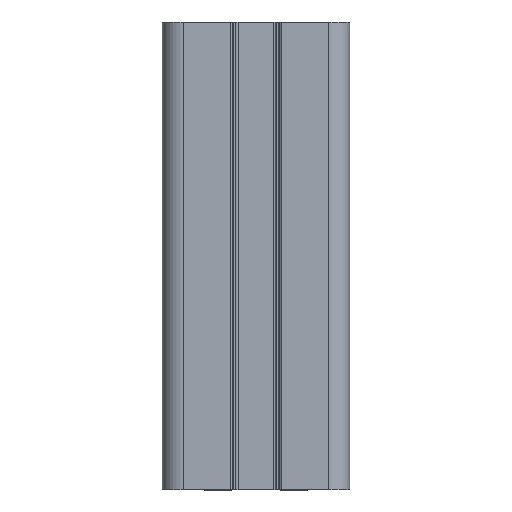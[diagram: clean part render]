
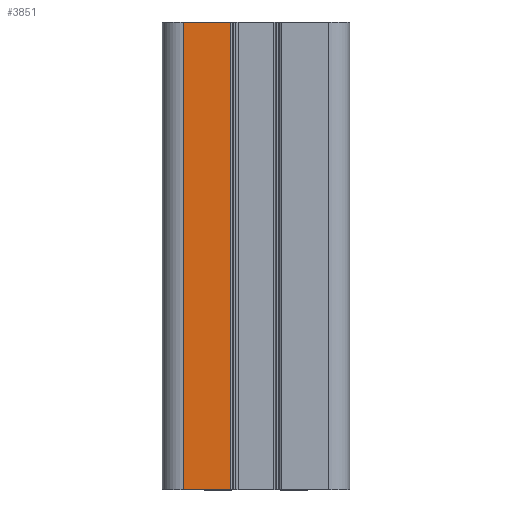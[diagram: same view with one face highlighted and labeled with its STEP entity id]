
A CAD part, front view. The second image highlights one B-rep face of the part: STEP entity #3851.
In plain terms, the highlighted planar face has unit normal (0, -1, 0).
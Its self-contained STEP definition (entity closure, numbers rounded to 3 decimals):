
#270 = EDGE_CURVE ( 'NONE', #7214, #4845, #5769, .T. ) ;
#757 = CARTESIAN_POINT ( 'NONE',  ( 6641.904, 3372.663, 100. ) ) ;
#770 = CARTESIAN_POINT ( 'NONE',  ( 6641.904, 3372.663, 100. ) ) ;
#788 = VECTOR ( 'NONE', #4141, 1000. ) ;
#808 = DIRECTION ( 'NONE',  ( 1., 0., 0. ) ) ;
#817 = CARTESIAN_POINT ( 'NONE',  ( 6631.804, 3372.663, 100. ) ) ;
#994 = CARTESIAN_POINT ( 'NONE',  ( 6631.804, 3372.663, 0. ) ) ;
#1011 = EDGE_LOOP ( 'NONE', ( #8078, #5516, #7822, #2339 ) ) ;
#1168 = FACE_OUTER_BOUND ( 'NONE', #1011, .T. ) ;
#1175 = DIRECTION ( 'NONE',  ( 0., 1., 0. ) ) ;
#1863 = VECTOR ( 'NONE', #808, 1000. ) ;
#2339 = ORIENTED_EDGE ( 'NONE', *, *, #8397, .T. ) ;
#3622 = DIRECTION ( 'NONE',  ( 0., 0., -1. ) ) ;
#3851 = ADVANCED_FACE ( 'NONE', ( #1168 ), #6829, .F. ) ;
#3875 = LINE ( 'NONE', #994, #7704 ) ;
#3905 = LINE ( 'NONE', #5075, #788 ) ;
#3997 = CARTESIAN_POINT ( 'NONE',  ( 6631.804, 3372.663, 100. ) ) ;
#4141 = DIRECTION ( 'NONE',  ( 0., 0., 1. ) ) ;
#4288 = VERTEX_POINT ( 'NONE', #12023 ) ;
#4592 = VERTEX_POINT ( 'NONE', #817 ) ;
#4845 = VERTEX_POINT ( 'NONE', #6960 ) ;
#5075 = CARTESIAN_POINT ( 'NONE',  ( 6631.804, 3372.663, 100. ) ) ;
#5434 = AXIS2_PLACEMENT_3D ( 'NONE', #3997, #1175, #7787 ) ;
#5516 = ORIENTED_EDGE ( 'NONE', *, *, #10354, .F. ) ;
#5769 = LINE ( 'NONE', #770, #10191 ) ;
#6829 = PLANE ( 'NONE',  #5434 ) ;
#6960 = CARTESIAN_POINT ( 'NONE',  ( 6641.904, 3372.663, 0. ) ) ;
#7214 = VERTEX_POINT ( 'NONE', #757 ) ;
#7704 = VECTOR ( 'NONE', #11388, 1000. ) ;
#7787 = DIRECTION ( 'NONE',  ( 0., 0., 1. ) ) ;
#7822 = ORIENTED_EDGE ( 'NONE', *, *, #11673, .F. ) ;
#8078 = ORIENTED_EDGE ( 'NONE', *, *, #270, .F. ) ;
#8397 = EDGE_CURVE ( 'NONE', #4288, #4845, #3875, .T. ) ;
#9682 = LINE ( 'NONE', #12101, #1863 ) ;
#10191 = VECTOR ( 'NONE', #3622, 1000. ) ;
#10354 = EDGE_CURVE ( 'NONE', #4592, #7214, #9682, .T. ) ;
#11388 = DIRECTION ( 'NONE',  ( 1., 0., 0. ) ) ;
#11673 = EDGE_CURVE ( 'NONE', #4288, #4592, #3905, .T. ) ;
#12023 = CARTESIAN_POINT ( 'NONE',  ( 6631.804, 3372.663, 0. ) ) ;
#12101 = CARTESIAN_POINT ( 'NONE',  ( 6656.554, 3372.663, 100. ) ) ;
